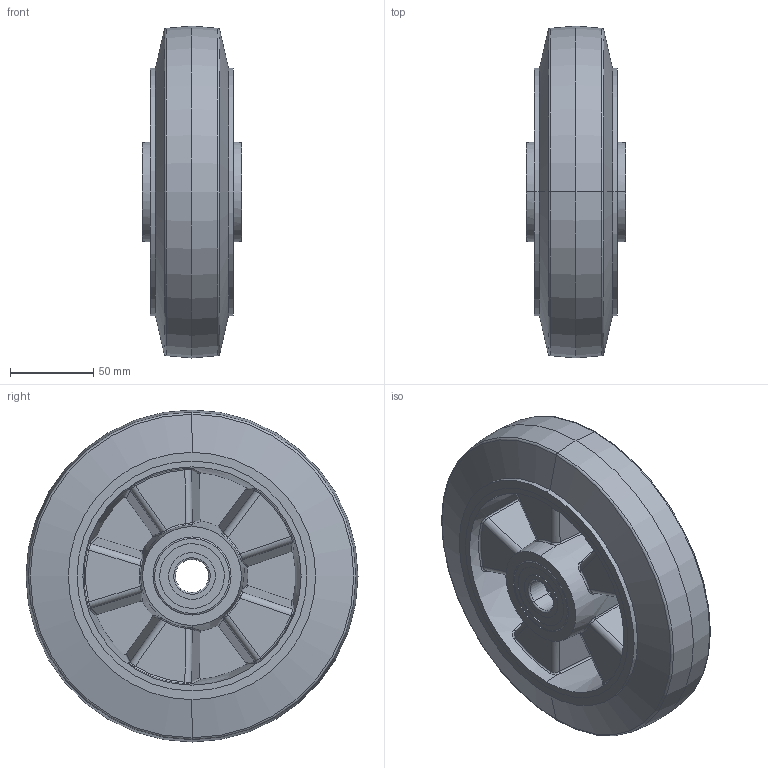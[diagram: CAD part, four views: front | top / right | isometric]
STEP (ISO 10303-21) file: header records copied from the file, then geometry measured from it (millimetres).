
FILE_DESCRIPTION (( 'STEP AP214' ), '1' );
FILE_NAME ('0037761_EGA-200-50-60-K20.STEP', '2017-05-30T10:28:06', ( '' ), ( '' ), 'SwSTEP 2.0', 'SolidWorks 2016', '' );
FILE_SCHEMA (( 'AUTOMOTIVE_DESIGN' ));
Length unit declared in the file: millimetre
Products named in the file (1): 0037761_EGA-200-50-60-K20
Bounding box: 60 x 200 x 200 mm (x, y, z)
Surface area: 171157.4 mm2 (no closed solid volume)
Topology: 0 solids, 9 shells, 224 faces, 568 edges, 346 vertices
Faces by surface type: bspline 80, cylinder 46, plane 42, torus 40, cone 16
Entity records: 12085 total; most frequent: CARTESIAN_POINT 4747, ORIENTED_EDGE 1024, DIRECTION 988, EDGE_CURVE 568, AXIS2_PLACEMENT_3D 443, VERTEX_POINT 346, CIRCLE 298, EDGE_LOOP 236
